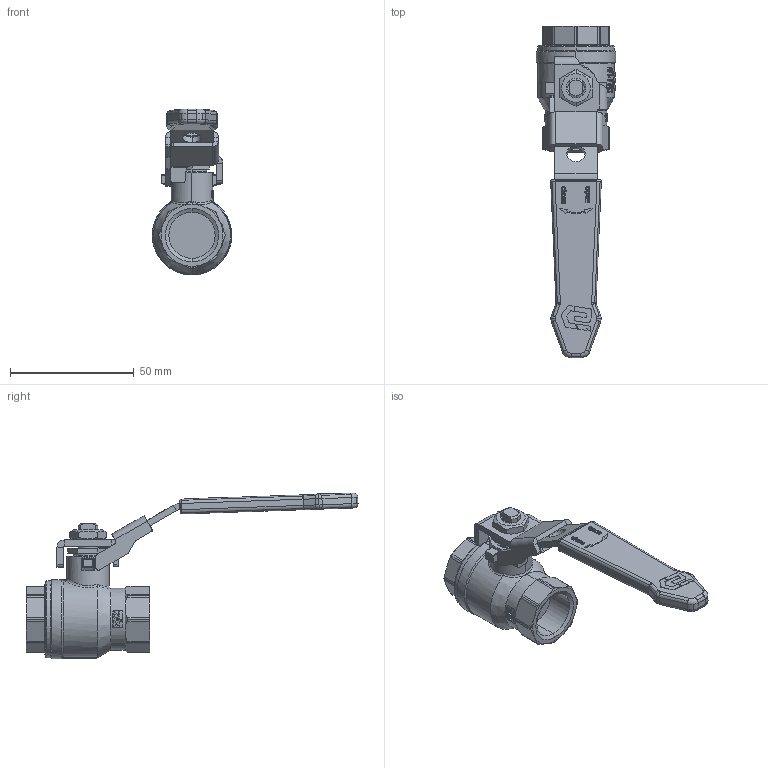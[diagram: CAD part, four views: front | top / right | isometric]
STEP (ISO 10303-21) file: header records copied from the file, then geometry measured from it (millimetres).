
FILE_DESCRIPTION(('HOOPS Exchange Step'),'2;1');
FILE_NAME('GK05_DN15.stp','2025-11-06T08:32:05+01:00',('nieru'),('Unknown organisation'),'HOOPS Exchange 2024.2','HOOPS Exchange','Unknown authorisation');
FILE_SCHEMA( ('AP203_CONFIGURATION_CONTROLLED_3D_DESIGN_OF_MECHANICAL_PARTS_AND_ASSEMBLIES_MIM_LF') );
Length unit declared in the file: millimetre
Products named in the file (2): 0; root
Assembly tree (1 placements, depth 2):
  root
    0
Bounding box: 32 x 133.91 x 66.87 mm (x, y, z)
Volume: 40354.1 mm3; surface area: 16102.5 mm2
Topology: 2 solids, 3 shells, 1026 faces, 2673 edges, 1704 vertices
Faces by surface type: plane 366, bspline 309, cylinder 251, cone 66, torus 26, sphere 8
Entity records: 38700 total; most frequent: CARTESIAN_POINT 16265, ORIENTED_EDGE 5318, DIRECTION 3416, EDGE_CURVE 2659, VERTEX_POINT 1702, AXIS2_PLACEMENT_3D 1246, EDGE_LOOP 1093, FACE_BOUND 1093
